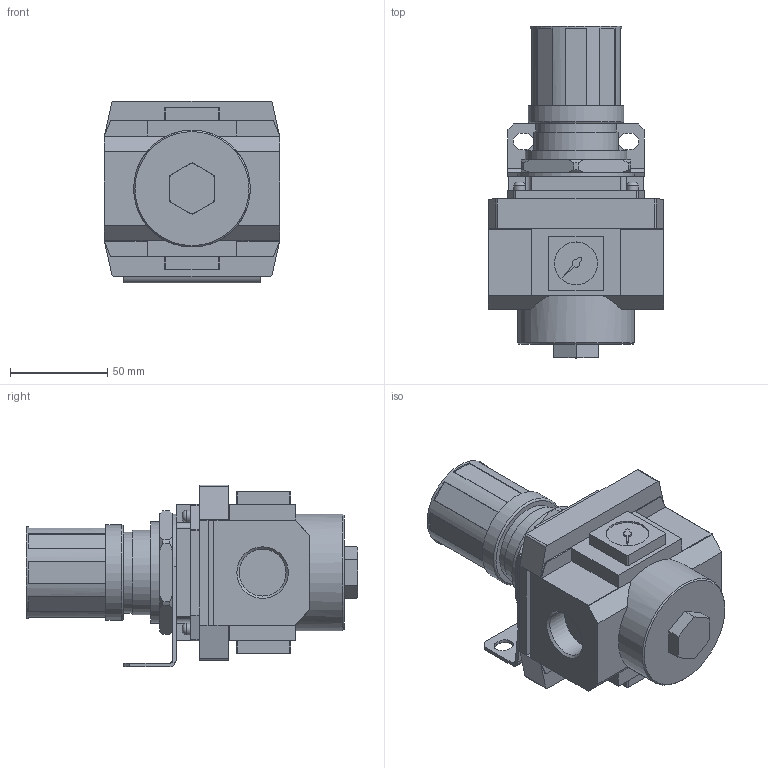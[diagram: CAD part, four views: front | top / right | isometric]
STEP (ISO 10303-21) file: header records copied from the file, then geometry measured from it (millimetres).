
FILE_DESCRIPTION(/* description */ ('STEP AP203'),/* implementation_level */ '2;1');
FILE_NAME(/* name */ 'EIR5000-061',/* time_stamp */ '2025-07-02T16:44:19+02:00',/* author */ ('License CC BY-ND 4.0'),/* organization */ ('CADENAS'),/* preprocessor_version */ 'ST-DEVELOPER v19.3',/* originating_system */ 'PARTsolutions',/* authorisation */ ' ');
FILE_SCHEMA (('CONFIG_CONTROL_DESIGN'));
Length unit declared in the file: millimetre
Products named in the file (1): EIR5000-061
Bounding box: 90 x 170.5 x 93.5 mm (x, y, z)
Volume: 592772.3 mm3; surface area: 65213 mm2
Topology: 1 solids, 1 shells, 257 faces, 685 edges, 449 vertices
Faces by surface type: plane 170, cylinder 59, cone 23, torus 5
Full cylindrical faces by diameter (mm): 6 x4, 22 x1, 24.117 x2, 41.56 x1, 43.56 x1, 47 x1, 49 x1, 52 x2, 60 x1
Entity records: 9691 total; most frequent: CARTESIAN_POINT 1470, ORIENTED_EDGE 1316, DIRECTION 1314, EDGE_CURVE 658, LINE 446, VECTOR 446, VERTEX_POINT 446, AXIS2_PLACEMENT_3D 434
